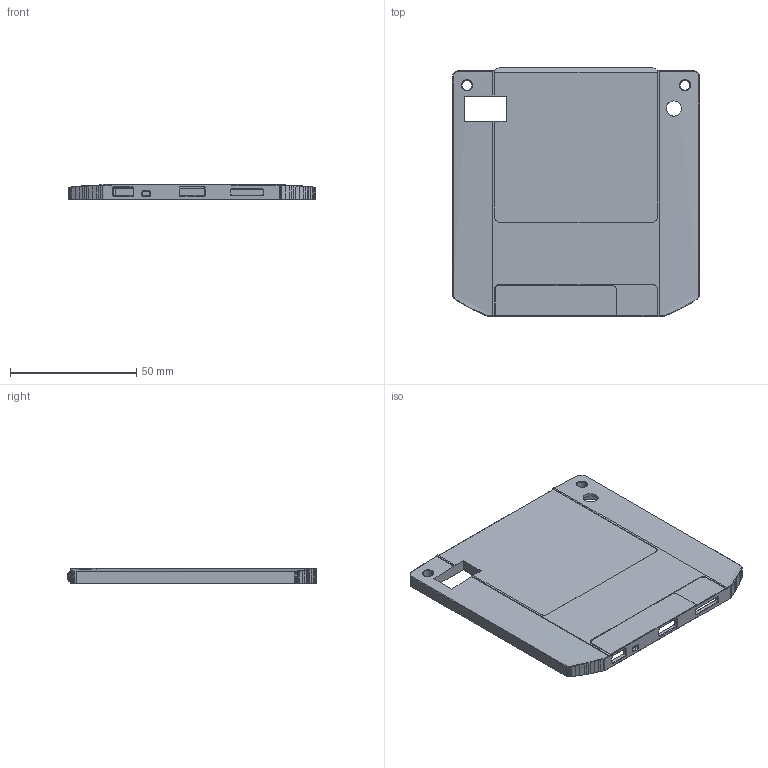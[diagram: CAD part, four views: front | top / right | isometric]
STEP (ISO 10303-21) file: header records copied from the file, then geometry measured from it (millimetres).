
FILE_DESCRIPTION (( 'STEP AP214' ), '1' );
FILE_NAME ('Zippy Shell.STEP', '2025-06-01T18:26:27', ( '' ), ( '' ), 'SwSTEP 2.0', 'SolidWorks 2025', '' );
FILE_SCHEMA (( 'AUTOMOTIVE_DESIGN' ));
Length unit declared in the file: millimetre
Products named in the file (1): Zippy Shell
Bounding box: 97.89 x 98.39 x 6.3 mm (x, y, z)
Volume: 26229.2 mm3; surface area: 23097.8 mm2
Topology: 1 solids, 1 shells, 514 faces, 1394 edges, 885 vertices
Faces by surface type: plane 384, bspline 72, cylinder 42, cone 16
Entity records: 17500 total; most frequent: CARTESIAN_POINT 5333, ORIENTED_EDGE 2788, DIRECTION 2065, EDGE_CURVE 1394, LINE 1011, VECTOR 1011, VERTEX_POINT 885, EDGE_LOOP 533
